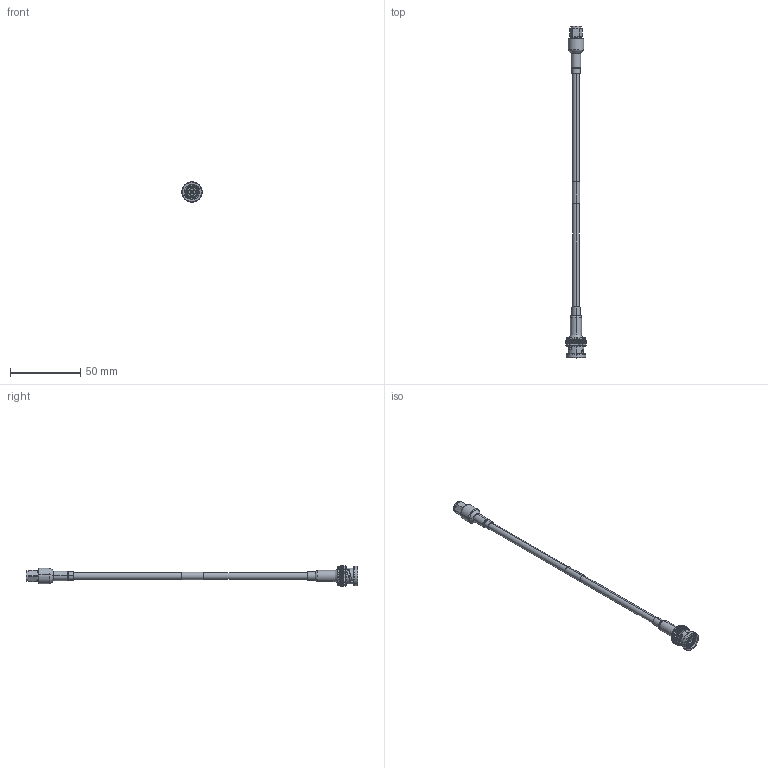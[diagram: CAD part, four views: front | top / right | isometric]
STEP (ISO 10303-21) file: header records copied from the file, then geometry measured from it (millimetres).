
FILE_DESCRIPTION (( 'STEP AP214' ), '1' );
FILE_NAME ('FMC00097_3D.STEP', '2021-11-04T20:45:49', ( '' ), ( '' ), 'SwSTEP 2.0', 'SolidWorks 2021', '' );
FILE_SCHEMA (( 'AUTOMOTIVE_DESIGN' ));
Length unit declared in the file: inch
Products named in the file (9): PE4016 ｦ SC6025_CRIMPED; TC-195-SM-SS-X_c-contact; RG58_WITH LABEL; THRINK TUBING RG58C_2; TC-195-SM-SS-X_body; TC-195-SM-SS-X_ferrule; THRINK TUBING RG58C; TC-195-SM-SS-X; FMC00097_3D
Assembly tree (8 placements, depth 3):
  FMC00097_3D
    RG58_WITH LABEL
    THRINK TUBING RG58C_2
    TC-195-SM-SS-X
      TC-195-SM-SS-X_body
      TC-195-SM-SS-X_c-contact
      TC-195-SM-SS-X_ferrule
    PE4016 ｦ SC6025_CRIMPED
    THRINK TUBING RG58C
Bounding box: 14.46 x 236.52 x 14.46 mm (x, y, z)
Volume: 7171.4 mm3; surface area: 10410.8 mm2
Topology: 10 solids, 10 shells, 699 faces, 1560 edges, 911 vertices
Faces by surface type: cylinder 226, cone 217, plane 210, torus 30, bspline 12, sphere 4
Entity records: 21654 total; most frequent: CARTESIAN_POINT 5692, DIRECTION 3296, ORIENTED_EDGE 3116, EDGE_CURVE 1558, AXIS2_PLACEMENT_3D 1389, VERTEX_POINT 911, EDGE_LOOP 749, FACE_OUTER_BOUND 699
